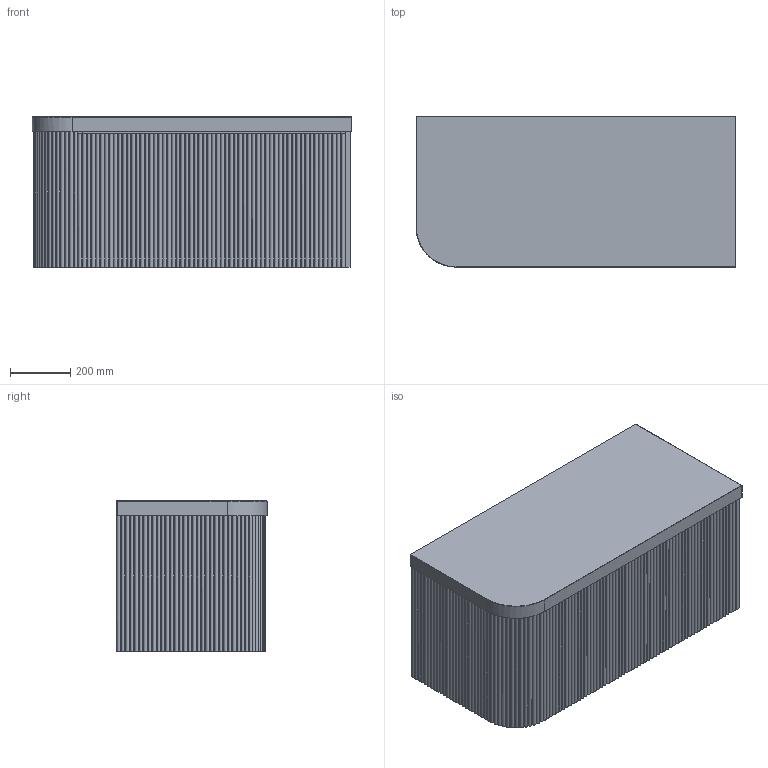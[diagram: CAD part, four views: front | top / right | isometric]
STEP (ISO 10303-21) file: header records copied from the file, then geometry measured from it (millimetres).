
FILE_DESCRIPTION(/* description */ (''),/* implementation_level */ '2;1');
FILE_NAME(/* name */ 'Kado Neue Fluted Single Curve 1050 (50MM)',/* time_stamp */ '2025-07-09T15:06:18+10:00',/* author */ (''),/* organization */ (''),/* preprocessor_version */ 'ST-DEVELOPER v16.5',/* originating_system */ '',/* authorisation */ '');
FILE_SCHEMA (('AUTOMOTIVE_DESIGN'));
Length unit declared in the file: millimetre
Products named in the file (12): Document; Kado Neue Fluted Single Curve 900 (50MM); Kado Neue Fluted Single Curve ALL23; Kado Neue Fluted Single Curve 105021; Kado Neue Fluted End234567891011; Kado Neue Fluted Panel 44320; Kado Neue Fluted Panel 4431617; Kado Neue Fluted Carcass 120013; Kado Neue Fluted Filler19; Kado Neue Fluted Single Curve ALL Benchtops22; Kado Neue Fluted Single Curve Benchtop (50MM) ALL; Kado Neue Fluted Single Curve 1050 Benchtop (50MM)
Assembly tree (12 placements, depth 6):
  Document
    Kado Neue Fluted Single Curve 900 (50MM)
      Kado Neue Fluted Single Curve ALL23
        Kado Neue Fluted Single Curve 105021
          Kado Neue Fluted End234567891011
          Kado Neue Fluted Panel 44320  x2
            Kado Neue Fluted Panel 4431617
          Kado Neue Fluted Carcass 120013
          Kado Neue Fluted Filler19
      Kado Neue Fluted Single Curve ALL Benchtops22
        Kado Neue Fluted Single Curve Benchtop (50MM) ALL
          Kado Neue Fluted Single Curve 1050 Benchtop (50MM)
Bounding box: 1065 x 500.05 x 500 mm (x, y, z)
Volume: 69319489.2 mm3; surface area: 6730784.7 mm2
Topology: 11 solids, 11 shells, 486 faces, 1377 edges, 912 vertices
Faces by surface type: cylinder 313, plane 169, bspline 4
Entity records: 11049 total; most frequent: CARTESIAN_POINT 4071, ORIENTED_EDGE 2030, EDGE_CURVE 1015, VERTEX_POINT 672, B_SPLINE_CURVE_WITH_KNOTS 567, DIRECTION 418, AXIS2_PLACEMENT_3D 389, EDGE_LOOP 365
